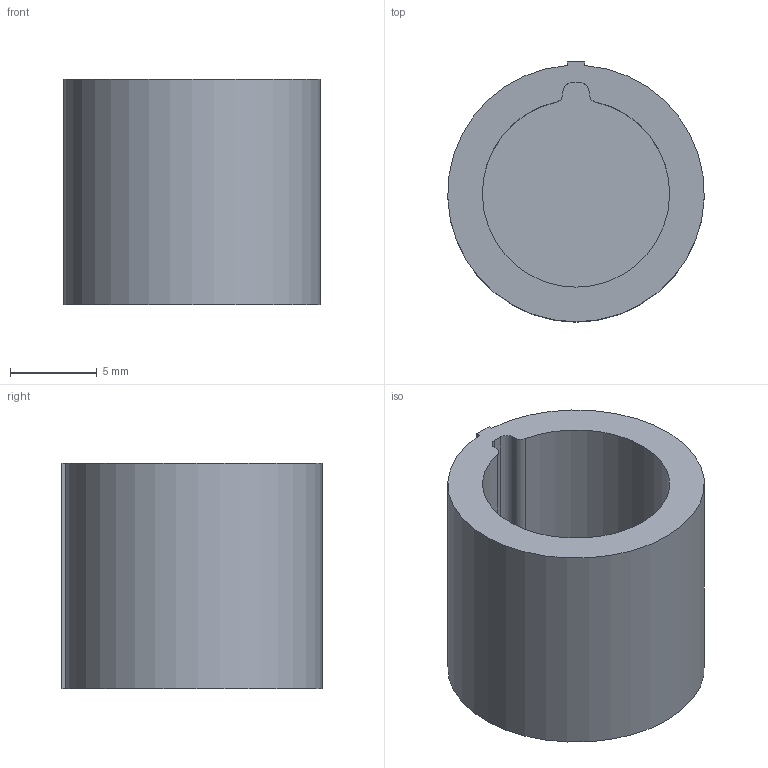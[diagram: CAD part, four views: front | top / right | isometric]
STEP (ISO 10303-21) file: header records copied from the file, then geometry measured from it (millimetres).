
FILE_DESCRIPTION(('CATIA V5 STEP Exchange'),'2;1');
FILE_NAME('LM399.stp','2022-04-17T20:50:06+00:00',('none'),('none'),'CATIA Version 5 Release 20 GA (IN-10)','CATIA V5 STEP AP203','none');
FILE_SCHEMA(('CONFIG_CONTROL_DESIGN'));
Length unit declared in the file: millimetre
Products named in the file (1): Part1
Bounding box: 14.79 x 15 x 13 mm (x, y, z)
Volume: 1308.2 mm3; surface area: 1307.7 mm2
Topology: 1 solids, 1 shells, 15 faces, 40 edges, 29 vertices
Faces by surface type: plane 9, cylinder 6
Entity records: 512 total; most frequent: CARTESIAN_POINT 89, DIRECTION 72, ORIENTED_EDGE 72, EDGE_CURVE 36, AXIS2_PLACEMENT_3D 30, VECTOR 27, LINE 27, VERTEX_POINT 24
